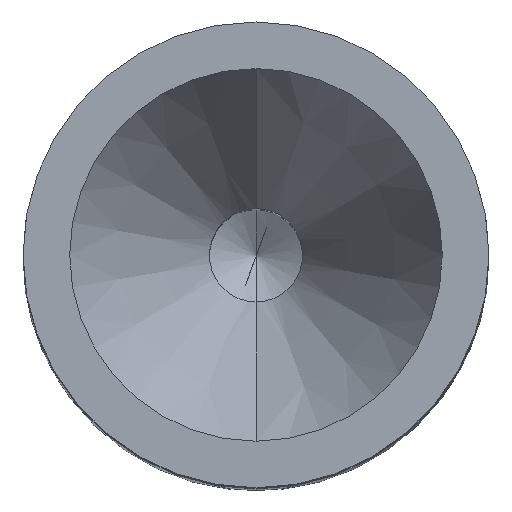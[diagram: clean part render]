
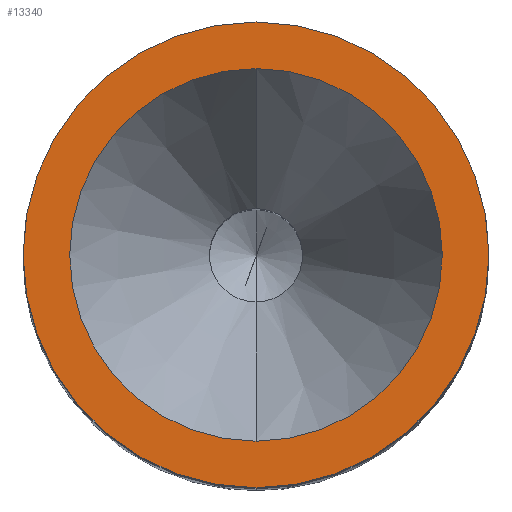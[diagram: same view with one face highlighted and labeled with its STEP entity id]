
A CAD part, top view. The second image highlights one B-rep face of the part: STEP entity #13340.
In plain terms, the highlighted face is planar.
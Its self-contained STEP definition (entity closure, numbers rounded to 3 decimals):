
#12990=CARTESIAN_POINT('',(35.513,104.707,0.));
#13000=DIRECTION('',(-0.,-1.,-0.));
#13010=DIRECTION('',(-1.,0.,0.));
#13020=AXIS2_PLACEMENT_3D('',#12990,#13000,#13010);
#13030=PLANE('',#13020);
#13040=CARTESIAN_POINT('',(33.588,104.707,0.));
#13050=DIRECTION('',(0.,1.,0.));
#13060=DIRECTION('',(1.,0.,0.));
#13070=AXIS2_PLACEMENT_3D('',#13040,#13050,#13060);
#13080=CIRCLE('',#13070,1.8);
#13090=CARTESIAN_POINT('',(33.588,104.707,-1.8));
#13100=VERTEX_POINT('',#13090);
#13110=CARTESIAN_POINT('',(33.588,104.707,1.8));
#13120=VERTEX_POINT('',#13110);
#13130=EDGE_CURVE('',#13100,#13120,#13080,.T.);
#13140=ORIENTED_EDGE('',*,*,#13130,.F.);
#13150=EDGE_CURVE('',#13120,#13100,#13080,.T.);
#13160=ORIENTED_EDGE('',*,*,#13150,.F.);
#13170=EDGE_LOOP('',(#13160,#13140));
#13180=FACE_BOUND('',#13170,.T.);
#13190=CARTESIAN_POINT('',(33.588,104.707,0.));
#13200=DIRECTION('',(0.,1.,0.));
#13210=DIRECTION('',(1.,0.,0.));
#13220=AXIS2_PLACEMENT_3D('',#13190,#13200,#13210);
#13230=CIRCLE('',#13220,2.25);
#13240=CARTESIAN_POINT('',(35.838,104.707,0.));
#13250=VERTEX_POINT('',#13240);
#13260=CARTESIAN_POINT('',(31.338,104.707,0.));
#13270=VERTEX_POINT('',#13260);
#13280=EDGE_CURVE('',#13250,#13270,#13230,.T.);
#13290=ORIENTED_EDGE('',*,*,#13280,.T.);
#13300=EDGE_CURVE('',#13270,#13250,#13230,.T.);
#13310=ORIENTED_EDGE('',*,*,#13300,.T.);
#13320=EDGE_LOOP('',(#13310,#13290));
#13330=FACE_OUTER_BOUND('',#13320,.T.);
#13340=ADVANCED_FACE('',(#13180,#13330),#13030,.F.);
